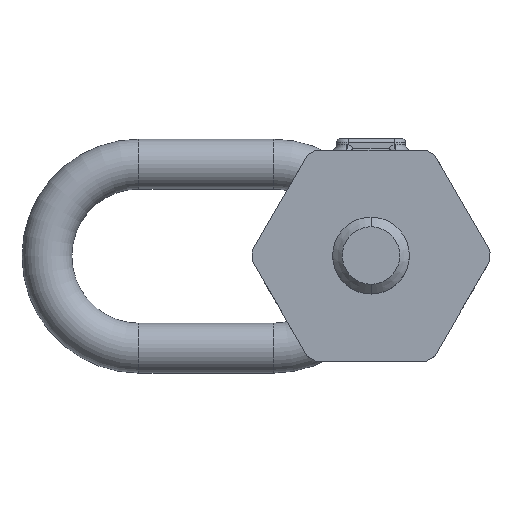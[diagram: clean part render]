
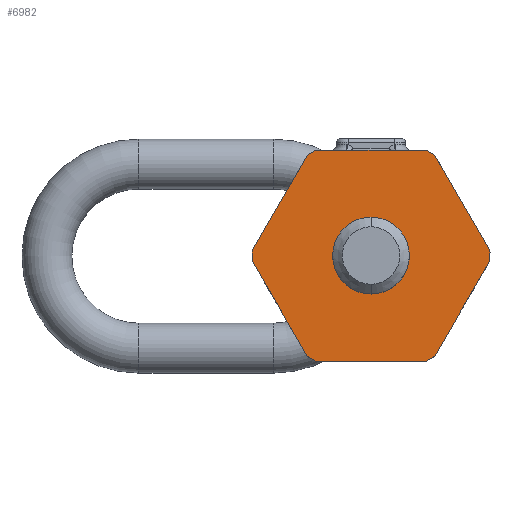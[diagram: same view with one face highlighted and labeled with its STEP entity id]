
A CAD part, top view. The second image highlights one B-rep face of the part: STEP entity #6982.
In plain terms, the highlighted planar face has unit normal (0, 0, 1).
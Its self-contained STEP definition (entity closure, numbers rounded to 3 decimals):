
#1=DIRECTION('',(-0.866,-0.5,0.));
#2=VECTOR('',#1,2.529);
#3=CARTESIAN_POINT('',(-14.417,27.5,49.7));
#4=LINE('',#3,#2);
#9=CARTESIAN_POINT('',(0.,0.,49.7));
#10=DIRECTION('',(0.,0.,1.));
#11=DIRECTION('',(1.,0.,0.));
#12=AXIS2_PLACEMENT_3D('',#9,#10,#11);
#14=CARTESIAN_POINT('',(0.,0.,49.7));
#15=DIRECTION('',(0.,0.,1.));
#16=DIRECTION('',(-1.,0.,0.));
#17=AXIS2_PLACEMENT_3D('',#14,#15,#16);
#76=DIRECTION('',(-1.,0.,0.));
#77=VECTOR('',#76,28.834);
#78=CARTESIAN_POINT('',(14.417,27.5,49.7));
#79=LINE('',#78,#77);
#3691=DIRECTION('',(-0.5,-0.866,0.));
#3692=VECTOR('',#3691,28.834);
#3693=CARTESIAN_POINT('',(-16.607,26.236,49.7));
#3694=LINE('',#3693,#3692);
#3699=DIRECTION('',(0.,-1.,0.));
#3700=VECTOR('',#3699,2.529);
#3701=CARTESIAN_POINT('',(-31.024,1.264,49.7));
#3702=LINE('',#3701,#3700);
#3719=DIRECTION('',(0.5,-0.866,0.));
#3720=VECTOR('',#3719,28.834);
#3721=CARTESIAN_POINT('',(-31.024,-1.264,49.7));
#3722=LINE('',#3721,#3720);
#3731=DIRECTION('',(0.866,-0.5,0.));
#3732=VECTOR('',#3731,2.529);
#3733=CARTESIAN_POINT('',(-16.607,-26.236,49.7));
#3734=LINE('',#3733,#3732);
#3791=DIRECTION('',(1.,0.,0.));
#3792=VECTOR('',#3791,28.834);
#3793=CARTESIAN_POINT('',(-14.417,-27.5,49.7));
#3794=LINE('',#3793,#3792);
#5275=DIRECTION('',(0.866,0.5,0.));
#5276=VECTOR('',#5275,2.529);
#5277=CARTESIAN_POINT('',(14.417,-27.5,49.7));
#5278=LINE('',#5277,#5276);
#5279=DIRECTION('',(0.5,0.866,0.));
#5280=VECTOR('',#5279,28.834);
#5281=CARTESIAN_POINT('',(16.607,-26.236,49.7));
#5282=LINE('',#5281,#5280);
#5287=DIRECTION('',(0.,1.,0.));
#5288=VECTOR('',#5287,2.529);
#5289=CARTESIAN_POINT('',(31.024,-1.264,49.7));
#5290=LINE('',#5289,#5288);
#5307=DIRECTION('',(-0.5,0.866,0.));
#5308=VECTOR('',#5307,28.834);
#5309=CARTESIAN_POINT('',(31.024,1.264,49.7));
#5310=LINE('',#5309,#5308);
#5315=DIRECTION('',(-0.866,0.5,0.));
#5316=VECTOR('',#5315,2.529);
#5317=CARTESIAN_POINT('',(16.607,26.236,49.7));
#5318=LINE('',#5317,#5316);
#5673=CARTESIAN_POINT('',(-14.417,27.5,49.7));
#5674=CARTESIAN_POINT('',(-16.607,26.236,49.7));
#5675=VERTEX_POINT('',#5673);
#5676=VERTEX_POINT('',#5674);
#5677=CARTESIAN_POINT('',(-31.024,1.264,49.7));
#5678=VERTEX_POINT('',#5677);
#5679=CARTESIAN_POINT('',(-31.024,-1.264,49.7));
#5680=VERTEX_POINT('',#5679);
#5681=CARTESIAN_POINT('',(-16.607,-26.236,49.7));
#5682=VERTEX_POINT('',#5681);
#5683=CARTESIAN_POINT('',(-14.417,-27.5,49.7));
#5684=VERTEX_POINT('',#5683);
#5685=CARTESIAN_POINT('',(14.417,-27.5,49.7));
#5686=VERTEX_POINT('',#5685);
#5687=CARTESIAN_POINT('',(16.607,-26.236,49.7));
#5688=VERTEX_POINT('',#5687);
#5689=CARTESIAN_POINT('',(31.024,-1.264,49.7));
#5690=VERTEX_POINT('',#5689);
#5691=CARTESIAN_POINT('',(31.024,1.264,49.7));
#5692=VERTEX_POINT('',#5691);
#5693=CARTESIAN_POINT('',(16.607,26.236,49.7));
#5694=VERTEX_POINT('',#5693);
#5695=CARTESIAN_POINT('',(14.417,27.5,49.7));
#5696=VERTEX_POINT('',#5695);
#5709=CARTESIAN_POINT('',(10.,0.,49.7));
#5710=CARTESIAN_POINT('',(-10.,0.,49.7));
#5711=VERTEX_POINT('',#5709);
#5712=VERTEX_POINT('',#5710);
#6946=CARTESIAN_POINT('',(50.,-50.,49.7));
#6947=DIRECTION('',(0.,0.,-1.));
#6948=DIRECTION('',(-1.,0.,0.));
#6949=AXIS2_PLACEMENT_3D('',#6946,#6947,#6948);
#6950=PLANE('',#6949);
#6951=ORIENTED_EDGE('',*,*,#6935,.F.);
#6953=ORIENTED_EDGE('',*,*,#6952,.F.);
#6955=ORIENTED_EDGE('',*,*,#6954,.F.);
#6957=ORIENTED_EDGE('',*,*,#6956,.F.);
#6959=ORIENTED_EDGE('',*,*,#6958,.F.);
#6961=ORIENTED_EDGE('',*,*,#6960,.F.);
#6963=ORIENTED_EDGE('',*,*,#6962,.F.);
#6965=ORIENTED_EDGE('',*,*,#6964,.F.);
#6967=ORIENTED_EDGE('',*,*,#6966,.F.);
#6969=ORIENTED_EDGE('',*,*,#6968,.F.);
#6971=ORIENTED_EDGE('',*,*,#6970,.F.);
#6973=ORIENTED_EDGE('',*,*,#6972,.F.);
#6974=EDGE_LOOP('',(#6951,#6953,#6955,#6957,#6959,#6961,#6963,#6965,#6967,#6969,
#6971,#6973));
#6975=FACE_OUTER_BOUND('',#6974,.F.);
#6977=ORIENTED_EDGE('',*,*,#6976,.T.);
#6979=ORIENTED_EDGE('',*,*,#6978,.T.);
#6980=EDGE_LOOP('',(#6977,#6979));
#6981=FACE_BOUND('',#6980,.F.);
#6982=ADVANCED_FACE('',(#6975,#6981),#6950,.F.);
#13=CIRCLE('',#12,10.);
#18=CIRCLE('',#17,10.);
#6935=EDGE_CURVE('',#5675,#5676,#4,.T.);
#6952=EDGE_CURVE('',#5696,#5675,#79,.T.);
#6954=EDGE_CURVE('',#5694,#5696,#5318,.T.);
#6956=EDGE_CURVE('',#5692,#5694,#5310,.T.);
#6958=EDGE_CURVE('',#5690,#5692,#5290,.T.);
#6960=EDGE_CURVE('',#5688,#5690,#5282,.T.);
#6962=EDGE_CURVE('',#5686,#5688,#5278,.T.);
#6964=EDGE_CURVE('',#5684,#5686,#3794,.T.);
#6966=EDGE_CURVE('',#5682,#5684,#3734,.T.);
#6968=EDGE_CURVE('',#5680,#5682,#3722,.T.);
#6970=EDGE_CURVE('',#5678,#5680,#3702,.T.);
#6972=EDGE_CURVE('',#5676,#5678,#3694,.T.);
#6976=EDGE_CURVE('',#5711,#5712,#13,.T.);
#6978=EDGE_CURVE('',#5712,#5711,#18,.T.);
